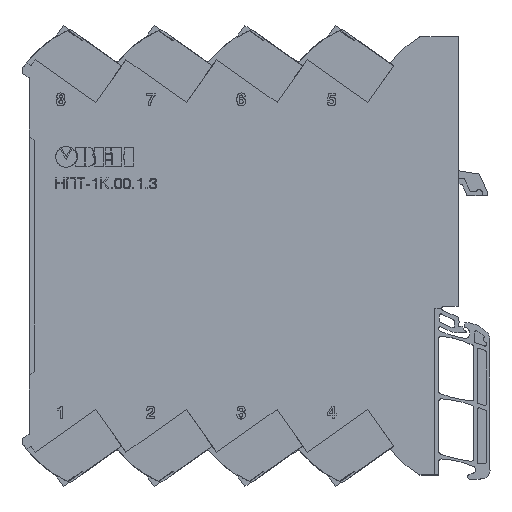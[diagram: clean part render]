
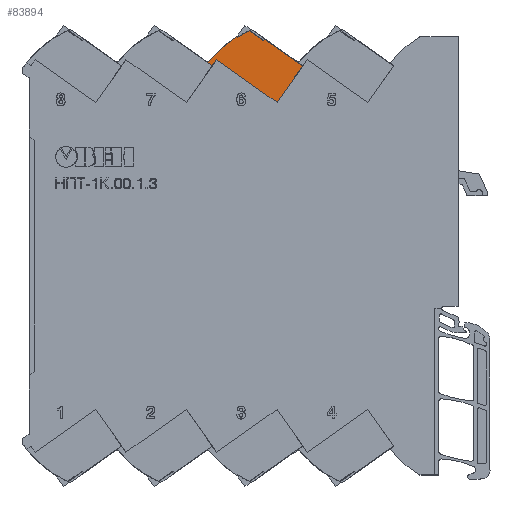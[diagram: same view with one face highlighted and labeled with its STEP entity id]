
A CAD part, top view. The second image highlights one B-rep face of the part: STEP entity #83894.
In plain terms, the highlighted planar face has unit normal (0, 0, 1).
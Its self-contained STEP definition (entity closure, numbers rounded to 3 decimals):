
#3384 = VECTOR ( 'NONE', #15094, 1000. ) ;
#5349 = DIRECTION ( 'NONE',  ( 0.817, -0.576, 0. ) ) ;
#6449 = VERTEX_POINT ( 'NONE', #12430 ) ;
#6927 = CARTESIAN_POINT ( 'NONE',  ( -1.425, 8.94, 5.1 ) ) ;
#6982 = CARTESIAN_POINT ( 'NONE',  ( 4.878, -8.809, 5.1 ) ) ;
#8219 = EDGE_CURVE ( 'NONE', #113867, #126811, #65717, .T. ) ;
#11080 = DIRECTION ( 'NONE',  ( -0.817, 0.576, 0. ) ) ;
#11250 = VERTEX_POINT ( 'NONE', #6927 ) ;
#11441 = VECTOR ( 'NONE', #119976, 1000. ) ;
#11520 = CARTESIAN_POINT ( 'NONE',  ( -12.018, 0.895, 5.1 ) ) ;
#11857 = VERTEX_POINT ( 'NONE', #87913 ) ;
#12430 = CARTESIAN_POINT ( 'NONE',  ( -9.906, 1.619, 5.1 ) ) ;
#13218 = VERTEX_POINT ( 'NONE', #80410 ) ;
#14613 = CARTESIAN_POINT ( 'NONE',  ( -1.714, 8.531, 5.1 ) ) ;
#15094 = DIRECTION ( 'NONE',  ( 0.817, -0.576, 0. ) ) ;
#17468 = EDGE_CURVE ( 'NONE', #6449, #113867, #76473, .T. ) ;
#18501 = DIRECTION ( 'NONE',  ( 1., 0., 0. ) ) ;
#19074 = CARTESIAN_POINT ( 'NONE',  ( 8.482, -15.098, 5.1 ) ) ;
#19157 = PLANE ( 'NONE',  #63569 ) ;
#20812 = ORIENTED_EDGE ( 'NONE', *, *, #116329, .T. ) ;
#21117 = DIRECTION ( 'NONE',  ( 1., 0., 0. ) ) ;
#27473 = VERTEX_POINT ( 'NONE', #115981 ) ;
#30388 = DIRECTION ( 'NONE',  ( 1., 0., 0. ) ) ;
#33723 = ORIENTED_EDGE ( 'NONE', *, *, #133166, .F. ) ;
#38683 = LINE ( 'NONE', #14613, #3384 ) ;
#40697 = CARTESIAN_POINT ( 'NONE',  ( -10.987, 0.258, 5.1 ) ) ;
#41016 = VERTEX_POINT ( 'NONE', #11520 ) ;
#42137 = VECTOR ( 'NONE', #11080, 1000. ) ;
#43719 = CARTESIAN_POINT ( 'NONE',  ( 4.878, -8.809, 5.1 ) ) ;
#48686 = FACE_OUTER_BOUND ( 'NONE', #59769, .T. ) ;
#50322 = CARTESIAN_POINT ( 'NONE',  ( -9.906, 1.619, 5.1 ) ) ;
#53989 = EDGE_CURVE ( 'NONE', #13218, #136033, #137906, .T. ) ;
#55315 = DIRECTION ( 'NONE',  ( 0.805, -0.594, 0. ) ) ;
#59546 = CARTESIAN_POINT ( 'NONE',  ( -10.906, 0.201, 5.1 ) ) ;
#59769 = EDGE_LOOP ( 'NONE', ( #102478, #20812, #104804, #88860, #126767, #68013, #95156, #118716, #33723, #62553 ) ) ;
#61015 = EDGE_CURVE ( 'NONE', #11857, #11250, #126689, .T. ) ;
#62553 = ORIENTED_EDGE ( 'NONE', *, *, #130366, .F. ) ;
#63154 = EDGE_CURVE ( 'NONE', #136033, #6449, #116600, .T. ) ;
#63569 = AXIS2_PLACEMENT_3D ( 'NONE', #88874, #76457, #21117 ) ;
#64203 = VECTOR ( 'NONE', #55315, 1000. ) ;
#64637 = CIRCLE ( 'NONE', #134892, 26. ) ;
#65717 = LINE ( 'NONE', #6982, #104739 ) ;
#65993 = CARTESIAN_POINT ( 'NONE',  ( 11.144, 0.073, 5.1 ) ) ;
#66070 = EDGE_CURVE ( 'NONE', #126811, #81655, #125517, .T. ) ;
#68013 = ORIENTED_EDGE ( 'NONE', *, *, #17468, .T. ) ;
#69357 = CARTESIAN_POINT ( 'NONE',  ( 11.144, 0.073, 5.1 ) ) ;
#76457 = DIRECTION ( 'NONE',  ( 0., 0., 1. ) ) ;
#76473 = LINE ( 'NONE', #50322, #145581 ) ;
#80410 = CARTESIAN_POINT ( 'NONE',  ( -11.045, 0.177, 5.1 ) ) ;
#81655 = VERTEX_POINT ( 'NONE', #85402 ) ;
#83894 = ADVANCED_FACE ( 'NONE', ( #48686 ), #19157, .T. ) ;
#85402 = CARTESIAN_POINT ( 'NONE',  ( 1.843, 6.634, 5.1 ) ) ;
#86248 = DIRECTION ( 'NONE',  ( 0., 0., 1. ) ) ;
#86382 = VECTOR ( 'NONE', #112644, 1000. ) ;
#87913 = CARTESIAN_POINT ( 'NONE',  ( -1.714, 8.531, 5.1 ) ) ;
#88860 = ORIENTED_EDGE ( 'NONE', *, *, #53989, .T. ) ;
#88874 = CARTESIAN_POINT ( 'NONE',  ( 8.482, -15.098, 5.1 ) ) ;
#95156 = ORIENTED_EDGE ( 'NONE', *, *, #8219, .T. ) ;
#97640 = CARTESIAN_POINT ( 'NONE',  ( -1.714, 8.531, 5.1 ) ) ;
#99960 = CARTESIAN_POINT ( 'NONE',  ( -12.018, 0.895, 5.1 ) ) ;
#102478 = ORIENTED_EDGE ( 'NONE', *, *, #61015, .T. ) ;
#104739 = VECTOR ( 'NONE', #118443, 1000. ) ;
#104804 = ORIENTED_EDGE ( 'NONE', *, *, #122248, .T. ) ;
#107030 = CARTESIAN_POINT ( 'NONE',  ( 1.555, 6.226, 5.1 ) ) ;
#112644 = DIRECTION ( 'NONE',  ( 0.576, 0.817, 0. ) ) ;
#113867 = VERTEX_POINT ( 'NONE', #43719 ) ;
#115981 = CARTESIAN_POINT ( 'NONE',  ( 1.555, 6.226, 5.1 ) ) ;
#116329 = EDGE_CURVE ( 'NONE', #11250, #41016, #64637, .T. ) ;
#116600 = LINE ( 'NONE', #125010, #86382 ) ;
#118443 = DIRECTION ( 'NONE',  ( 0.576, 0.817, 0. ) ) ;
#118716 = ORIENTED_EDGE ( 'NONE', *, *, #66070, .T. ) ;
#119976 = DIRECTION ( 'NONE',  ( 0.576, 0.817, 0. ) ) ;
#122248 = EDGE_CURVE ( 'NONE', #41016, #13218, #136943, .T. ) ;
#125010 = CARTESIAN_POINT ( 'NONE',  ( -10.906, 0.201, 5.1 ) ) ;
#125517 = LINE ( 'NONE', #69357, #42137 ) ;
#126354 = DIRECTION ( 'NONE',  ( 0.576, 0.817, 0. ) ) ;
#126689 = LINE ( 'NONE', #97640, #11441 ) ;
#126767 = ORIENTED_EDGE ( 'NONE', *, *, #63154, .T. ) ;
#126811 = VERTEX_POINT ( 'NONE', #65993 ) ;
#130366 = EDGE_CURVE ( 'NONE', #11857, #27473, #38683, .T. ) ;
#132785 = AXIS2_PLACEMENT_3D ( 'NONE', #40697, #86248, #18501 ) ;
#133166 = EDGE_CURVE ( 'NONE', #27473, #81655, #143781, .T. ) ;
#134892 = AXIS2_PLACEMENT_3D ( 'NONE', #19074, #143276, #30388 ) ;
#136033 = VERTEX_POINT ( 'NONE', #59546 ) ;
#136943 = LINE ( 'NONE', #99960, #64203 ) ;
#137906 = CIRCLE ( 'NONE', #132785, 0.1 ) ;
#143276 = DIRECTION ( 'NONE',  ( 0., 0., 1. ) ) ;
#143781 = LINE ( 'NONE', #107030, #145514 ) ;
#145514 = VECTOR ( 'NONE', #126354, 1000. ) ;
#145581 = VECTOR ( 'NONE', #5349, 1000. ) ;
